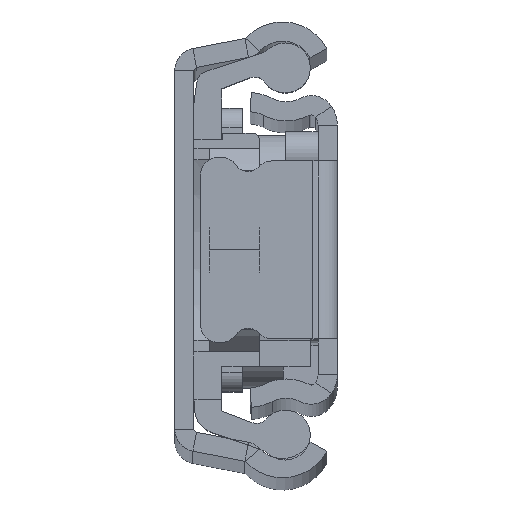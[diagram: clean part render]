
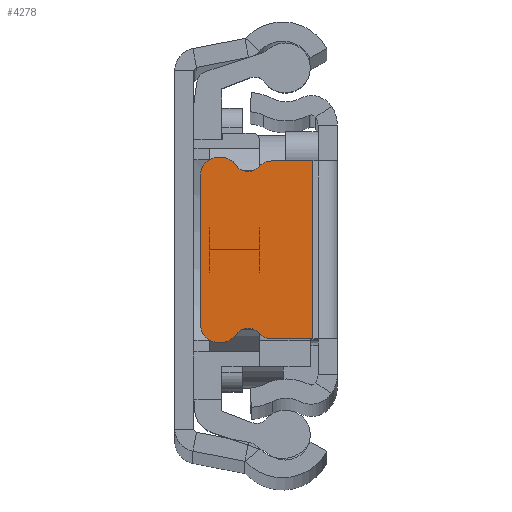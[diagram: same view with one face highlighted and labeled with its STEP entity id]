
A CAD part, top view. The second image highlights one B-rep face of the part: STEP entity #4278.
In plain terms, the highlighted planar face has unit normal (0, 0, 1).
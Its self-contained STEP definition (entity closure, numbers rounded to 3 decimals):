
#31 = CARTESIAN_POINT ( 'NONE',  ( 0., -7.25, 0. ) ) ;
#36 = AXIS2_PLACEMENT_3D ( 'NONE', #11952, #7024, #5562 ) ;
#94 = CARTESIAN_POINT ( 'NONE',  ( -7.9, 6.593, 0. ) ) ;
#232 = EDGE_CURVE ( 'NONE', #14855, #2124, #9861, .T. ) ;
#372 = CIRCLE ( 'NONE', #14450, 1.5 ) ;
#804 = EDGE_CURVE ( 'NONE', #3715, #14777, #14711, .T. ) ;
#831 = CARTESIAN_POINT ( 'NONE',  ( -9.14, 5.75, 0. ) ) ;
#1001 = DIRECTION ( 'NONE',  ( -1., 0., 0. ) ) ;
#1054 = ORIENTED_EDGE ( 'NONE', *, *, #4491, .T. ) ;
#1112 = CARTESIAN_POINT ( 'NONE',  ( -1.9, 6.95, 0. ) ) ;
#1169 = LINE ( 'NONE', #31, #13282 ) ;
#1312 = DIRECTION ( 'NONE',  ( 0., 1., 0. ) ) ;
#1374 = CIRCLE ( 'NONE', #12602, 1.1 ) ;
#1595 = CIRCLE ( 'NONE', #6011, 1.5 ) ;
#1643 = LINE ( 'NONE', #10230, #14950 ) ;
#1679 = PLANE ( 'NONE',  #14658 ) ;
#1828 = VERTEX_POINT ( 'NONE', #1112 ) ;
#1906 = EDGE_CURVE ( 'NONE', #1828, #2947, #10996, .T. ) ;
#1960 = DIRECTION ( 'NONE',  ( 0., 1., 0. ) ) ;
#2124 = VERTEX_POINT ( 'NONE', #4507 ) ;
#2162 = DIRECTION ( 'NONE',  ( 0., -1., 0. ) ) ;
#2475 = CARTESIAN_POINT ( 'NONE',  ( -1.9, -7.25, 0. ) ) ;
#2509 = ORIENTED_EDGE ( 'NONE', *, *, #804, .T. ) ;
#2547 = VERTEX_POINT ( 'NONE', #6571 ) ;
#2743 = CARTESIAN_POINT ( 'NONE',  ( -5.078, -6.95, 0. ) ) ;
#2750 = VECTOR ( 'NONE', #2162, 1000. ) ;
#2753 = VERTEX_POINT ( 'NONE', #2743 ) ;
#2935 = AXIS2_PLACEMENT_3D ( 'NONE', #15724, #9586, #5736 ) ;
#2947 = VERTEX_POINT ( 'NONE', #4290 ) ;
#3167 = DIRECTION ( 'NONE',  ( 0., 1., 0. ) ) ;
#3435 = EDGE_CURVE ( 'NONE', #12632, #4209, #1595, .T. ) ;
#3715 = VERTEX_POINT ( 'NONE', #94 ) ;
#3754 = EDGE_CURVE ( 'NONE', #1828, #12632, #14943, .T. ) ;
#3793 = CARTESIAN_POINT ( 'NONE',  ( -6.181, 6.467, 0. ) ) ;
#3868 = CARTESIAN_POINT ( 'NONE',  ( -6.99, 7.212, 0. ) ) ;
#4001 = DIRECTION ( 'NONE',  ( -1., 0., 0. ) ) ;
#4209 = VERTEX_POINT ( 'NONE', #3793 ) ;
#4278 = ADVANCED_FACE ( 'NONE', ( #7885 ), #1679, .F. ) ;
#4290 = CARTESIAN_POINT ( 'NONE',  ( -1.9, -6.95, 0. ) ) ;
#4491 = EDGE_CURVE ( 'NONE', #2753, #2947, #10904, .T. ) ;
#4507 = CARTESIAN_POINT ( 'NONE',  ( -10.7, -5.75, 0. ) ) ;
#4668 = DIRECTION ( 'NONE',  ( 0., -1., 0. ) ) ;
#4687 = CIRCLE ( 'NONE', #36, 1.1 ) ;
#4848 = CARTESIAN_POINT ( 'NONE',  ( -10.7, 0., 0. ) ) ;
#4896 = CIRCLE ( 'NONE', #14061, 1.1 ) ;
#5116 = CARTESIAN_POINT ( 'NONE',  ( -10.7, 5.75, 0. ) ) ;
#5256 = DIRECTION ( 'NONE',  ( 0., 0., -1. ) ) ;
#5360 = EDGE_CURVE ( 'NONE', #4209, #2547, #1374, .T. ) ;
#5426 = ORIENTED_EDGE ( 'NONE', *, *, #232, .T. ) ;
#5562 = DIRECTION ( 'NONE',  ( 0., -1., 0. ) ) ;
#5736 = DIRECTION ( 'NONE',  ( -1., 0., 0. ) ) ;
#5799 = DIRECTION ( 'NONE',  ( 0., 0., 1. ) ) ;
#5934 = CARTESIAN_POINT ( 'NONE',  ( -9.14, 7.25, 0. ) ) ;
#6011 = AXIS2_PLACEMENT_3D ( 'NONE', #7601, #12511, #1312 ) ;
#6081 = AXIS2_PLACEMENT_3D ( 'NONE', #831, #5799, #3167 ) ;
#6138 = CARTESIAN_POINT ( 'NONE',  ( -5.078, -5.45, 0. ) ) ;
#6359 = EDGE_CURVE ( 'NONE', #14777, #14447, #1643, .T. ) ;
#6441 = ORIENTED_EDGE ( 'NONE', *, *, #6359, .T. ) ;
#6552 = EDGE_LOOP ( 'NONE', ( #1054, #12586, #11068, #9514, #7626, #15113, #2509, #6441, #14852, #5426, #8658, #8699, #13319, #13985, #10533 ) ) ;
#6560 = VECTOR ( 'NONE', #10982, 1000. ) ;
#6571 = CARTESIAN_POINT ( 'NONE',  ( -6.99, 6.112, 0. ) ) ;
#6785 = EDGE_CURVE ( 'NONE', #14447, #14855, #8701, .T. ) ;
#6845 = AXIS2_PLACEMENT_3D ( 'NONE', #9640, #14624, #1960 ) ;
#6891 = EDGE_CURVE ( 'NONE', #8542, #2753, #372, .T. ) ;
#7024 = DIRECTION ( 'NONE',  ( 0., 0., -1. ) ) ;
#7598 = CARTESIAN_POINT ( 'NONE',  ( -9.2, 7.25, 0. ) ) ;
#7601 = CARTESIAN_POINT ( 'NONE',  ( -5.078, 5.45, 0. ) ) ;
#7626 = ORIENTED_EDGE ( 'NONE', *, *, #5360, .T. ) ;
#7831 = DIRECTION ( 'NONE',  ( 0., 1., 0. ) ) ;
#7885 = FACE_OUTER_BOUND ( 'NONE', #6552, .T. ) ;
#8380 = CARTESIAN_POINT ( 'NONE',  ( -6.99, -7.212, 0. ) ) ;
#8542 = VERTEX_POINT ( 'NONE', #14864 ) ;
#8640 = DIRECTION ( 'NONE',  ( 0., -1., 0. ) ) ;
#8658 = ORIENTED_EDGE ( 'NONE', *, *, #13292, .T. ) ;
#8699 = ORIENTED_EDGE ( 'NONE', *, *, #10280, .T. ) ;
#8701 = CIRCLE ( 'NONE', #2935, 1.5 ) ;
#8725 = DIRECTION ( 'NONE',  ( 0., 0., -1. ) ) ;
#9459 = VERTEX_POINT ( 'NONE', #13333 ) ;
#9514 = ORIENTED_EDGE ( 'NONE', *, *, #3435, .T. ) ;
#9586 = DIRECTION ( 'NONE',  ( 0., 0., 1. ) ) ;
#9640 = CARTESIAN_POINT ( 'NONE',  ( -9.14, -5.75, 0. ) ) ;
#9647 = CARTESIAN_POINT ( 'NONE',  ( -9.2, -7.25, 0. ) ) ;
#9728 = AXIS2_PLACEMENT_3D ( 'NONE', #10737, #15725, #1001 ) ;
#9861 = LINE ( 'NONE', #4848, #14275 ) ;
#9940 = VECTOR ( 'NONE', #13547, 1000. ) ;
#10115 = CARTESIAN_POINT ( 'NONE',  ( -5.078, 6.95, 0. ) ) ;
#10201 = EDGE_CURVE ( 'NONE', #9459, #8542, #4896, .T. ) ;
#10230 = CARTESIAN_POINT ( 'NONE',  ( 0., 7.25, 0. ) ) ;
#10280 = EDGE_CURVE ( 'NONE', #16137, #11248, #1169, .T. ) ;
#10533 = ORIENTED_EDGE ( 'NONE', *, *, #6891, .T. ) ;
#10737 = CARTESIAN_POINT ( 'NONE',  ( -9.2, -5.75, 0. ) ) ;
#10904 = LINE ( 'NONE', #11152, #6560 ) ;
#10982 = DIRECTION ( 'NONE',  ( 1., 0., 0. ) ) ;
#10996 = LINE ( 'NONE', #2475, #2750 ) ;
#11068 = ORIENTED_EDGE ( 'NONE', *, *, #3754, .T. ) ;
#11152 = CARTESIAN_POINT ( 'NONE',  ( 0., -6.95, 0. ) ) ;
#11248 = VERTEX_POINT ( 'NONE', #14838 ) ;
#11836 = CIRCLE ( 'NONE', #9728, 1.5 ) ;
#11952 = CARTESIAN_POINT ( 'NONE',  ( -6.99, 7.212, 0. ) ) ;
#12511 = DIRECTION ( 'NONE',  ( 0., 0., 1. ) ) ;
#12586 = ORIENTED_EDGE ( 'NONE', *, *, #1906, .F. ) ;
#12602 = AXIS2_PLACEMENT_3D ( 'NONE', #3868, #8725, #13620 ) ;
#12632 = VERTEX_POINT ( 'NONE', #10115 ) ;
#12795 = DIRECTION ( 'NONE',  ( -1., 0., 0. ) ) ;
#12921 = DIRECTION ( 'NONE',  ( 0., 0., 1. ) ) ;
#13282 = VECTOR ( 'NONE', #13576, 1000. ) ;
#13292 = EDGE_CURVE ( 'NONE', #2124, #16137, #11836, .T. ) ;
#13319 = ORIENTED_EDGE ( 'NONE', *, *, #13639, .T. ) ;
#13333 = CARTESIAN_POINT ( 'NONE',  ( -7.9, -6.593, 0. ) ) ;
#13547 = DIRECTION ( 'NONE',  ( -1., 0., 0. ) ) ;
#13576 = DIRECTION ( 'NONE',  ( 1., 0., 0. ) ) ;
#13620 = DIRECTION ( 'NONE',  ( 0., -1., 0. ) ) ;
#13639 = EDGE_CURVE ( 'NONE', #11248, #9459, #13909, .T. ) ;
#13909 = CIRCLE ( 'NONE', #6845, 1.5 ) ;
#13985 = ORIENTED_EDGE ( 'NONE', *, *, #10201, .T. ) ;
#14061 = AXIS2_PLACEMENT_3D ( 'NONE', #8380, #15816, #4668 ) ;
#14184 = CARTESIAN_POINT ( 'NONE',  ( 0., 0., 0. ) ) ;
#14275 = VECTOR ( 'NONE', #8640, 1000. ) ;
#14447 = VERTEX_POINT ( 'NONE', #7598 ) ;
#14450 = AXIS2_PLACEMENT_3D ( 'NONE', #6138, #12921, #7831 ) ;
#14624 = DIRECTION ( 'NONE',  ( 0., 0., 1. ) ) ;
#14658 = AXIS2_PLACEMENT_3D ( 'NONE', #14184, #5256, #12795 ) ;
#14711 = CIRCLE ( 'NONE', #6081, 1.5 ) ;
#14777 = VERTEX_POINT ( 'NONE', #5934 ) ;
#14838 = CARTESIAN_POINT ( 'NONE',  ( -9.14, -7.25, 0. ) ) ;
#14852 = ORIENTED_EDGE ( 'NONE', *, *, #6785, .T. ) ;
#14855 = VERTEX_POINT ( 'NONE', #5116 ) ;
#14864 = CARTESIAN_POINT ( 'NONE',  ( -6.181, -6.467, 0. ) ) ;
#14943 = LINE ( 'NONE', #15098, #9940 ) ;
#14950 = VECTOR ( 'NONE', #4001, 1000. ) ;
#15098 = CARTESIAN_POINT ( 'NONE',  ( 1.206, 6.95, 0. ) ) ;
#15113 = ORIENTED_EDGE ( 'NONE', *, *, #15995, .T. ) ;
#15724 = CARTESIAN_POINT ( 'NONE',  ( -9.2, 5.75, 0. ) ) ;
#15725 = DIRECTION ( 'NONE',  ( 0., 0., 1. ) ) ;
#15816 = DIRECTION ( 'NONE',  ( 0., 0., -1. ) ) ;
#15995 = EDGE_CURVE ( 'NONE', #2547, #3715, #4687, .T. ) ;
#16137 = VERTEX_POINT ( 'NONE', #9647 ) ;
